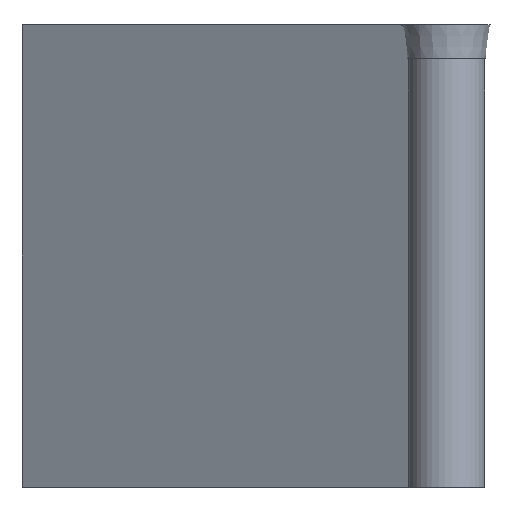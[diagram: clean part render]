
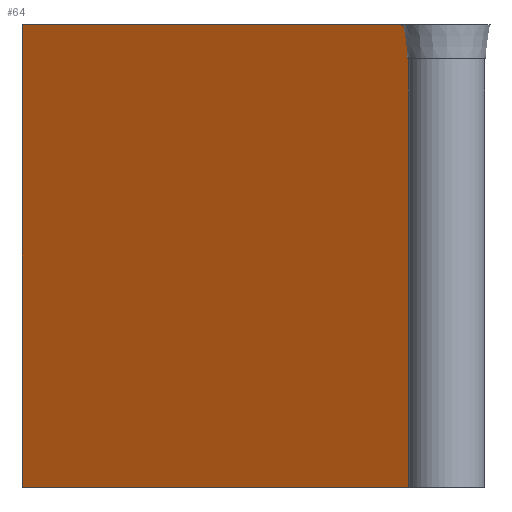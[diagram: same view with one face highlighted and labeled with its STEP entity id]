
A CAD part, left-side view. The second image highlights one B-rep face of the part: STEP entity #64.
In plain terms, the highlighted planar face has unit normal (-0.866, 0.5, 0).
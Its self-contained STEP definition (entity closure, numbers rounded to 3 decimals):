
#64=ADVANCED_FACE('',(#91),#78,.F.);
#78=PLANE('',#287);
#91=FACE_OUTER_BOUND('',#105,.T.);
#105=EDGE_LOOP('',(#159,#160,#161,#162,#163));
#159=ORIENTED_EDGE('',*,*,#214,.F.);
#160=ORIENTED_EDGE('',*,*,#218,.F.);
#161=ORIENTED_EDGE('',*,*,#223,.F.);
#162=ORIENTED_EDGE('',*,*,#210,.F.);
#163=ORIENTED_EDGE('',*,*,#220,.F.);
#188=VERTEX_POINT('',#406);
#189=VERTEX_POINT('',#408);
#191=VERTEX_POINT('',#414);
#192=VERTEX_POINT('',#416);
#194=VERTEX_POINT('',#422);
#210=EDGE_CURVE('',#188,#189,#237,.T.);
#214=EDGE_CURVE('',#191,#192,#241,.T.);
#218=EDGE_CURVE('',#194,#191,#245,.T.);
#220=EDGE_CURVE('',#192,#188,#247,.T.);
#223=EDGE_CURVE('',#189,#194,#250,.T.);
#237=LINE('',#407,#260);
#241=LINE('',#415,#264);
#245=LINE('',#423,#268);
#247=LINE('',#426,#270);
#250=LINE('',#431,#273);
#260=VECTOR('',#315,1.);
#264=VECTOR('',#321,1.);
#268=VECTOR('',#327,1.);
#270=VECTOR('',#331,1.);
#273=VECTOR('',#338,1.);
#287=AXIS2_PLACEMENT_3D('',#435,#345,#346);
#315=DIRECTION('',(0.,0.,-1.));
#321=DIRECTION('',(-0.5,-0.866,0.));
#327=DIRECTION('',(0.,0.,1.));
#331=DIRECTION('',(-0.447,-0.775,-0.447));
#338=DIRECTION('',(0.5,0.866,0.));
#345=DIRECTION('',(0.866,-0.5,0.));
#346=DIRECTION('',(0.5,0.866,0.));
#406=CARTESIAN_POINT('',(20.,-10.692,-0.3));
#407=CARTESIAN_POINT('',(20.,-10.692,-35.));
#408=CARTESIAN_POINT('',(20.,-10.692,-32.));
#414=CARTESIAN_POINT('',(35.411,16.,0.));
#415=CARTESIAN_POINT('',(20.,-10.692,0.));
#416=CARTESIAN_POINT('',(20.3,-10.173,0.));
#422=CARTESIAN_POINT('',(35.411,16.,-32.));
#423=CARTESIAN_POINT('',(35.411,16.,-35.));
#426=CARTESIAN_POINT('',(13.06,-22.713,-7.24));
#431=CARTESIAN_POINT('',(20.,-10.692,-32.));
#435=CARTESIAN_POINT('',(20.,-10.692,-35.));
